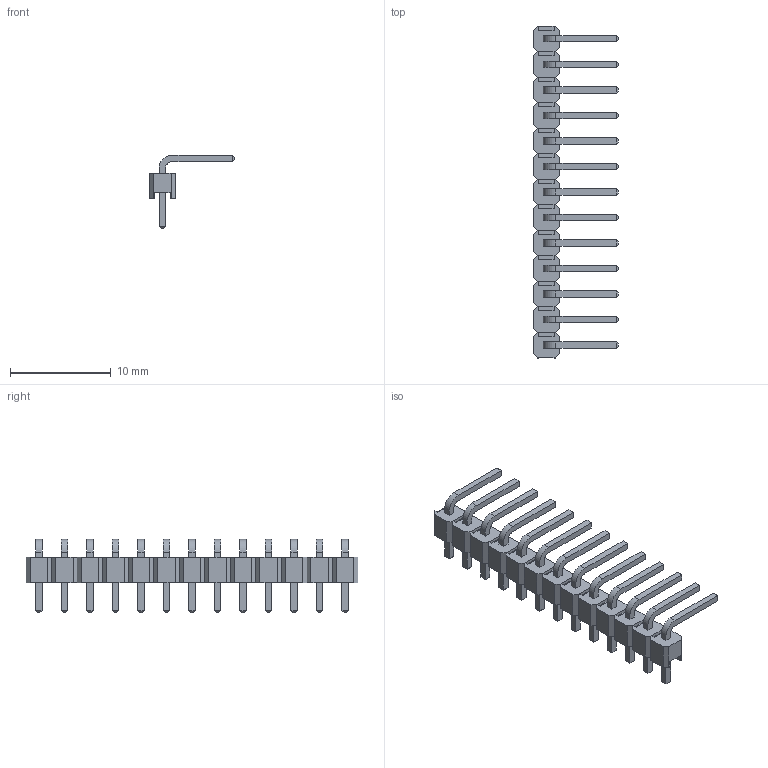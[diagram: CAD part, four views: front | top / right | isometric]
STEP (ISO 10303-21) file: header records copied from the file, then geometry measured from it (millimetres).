
FILE_DESCRIPTION(('FreeCAD Model'),'2;1');
FILE_NAME('13Pin.step','2021-01-26T12:00:49',( 'Author'),(''),'Open CASCADE STEP processor 7.3','FreeCAD','Unknown' );
FILE_SCHEMA(('AUTOMOTIVE_DESIGN { 1 0 10303 214 1 1 1 1 }'));
Length unit declared in the file: millimetre
Products named in the file (13): Fusion012; Fusion011; Fusion010; Fusion009; Fusion008; Fusion007; Fusion006; Fusion005; Fusion004; Fusion003; Fusion002; Fusion001; Fusion
Bounding box: 8.45 x 33.02 x 7.3 mm (x, y, z)
Volume: 229.5 mm3; surface area: 868.6 mm2
Topology: 13 solids, 13 shells, 520 faces, 1300 edges, 832 vertices
Faces by surface type: plane 494, cylinder 26
Entity records: 35485 total; most frequent: CARTESIAN_POINT 5513, DIRECTION 4734, LINE 3536, VECTOR 3536, ORIENTED_EDGE 2600, PCURVE 2600, DEFINITIONAL_REPRESENTATION 2600, EDGE_CURVE 1300
